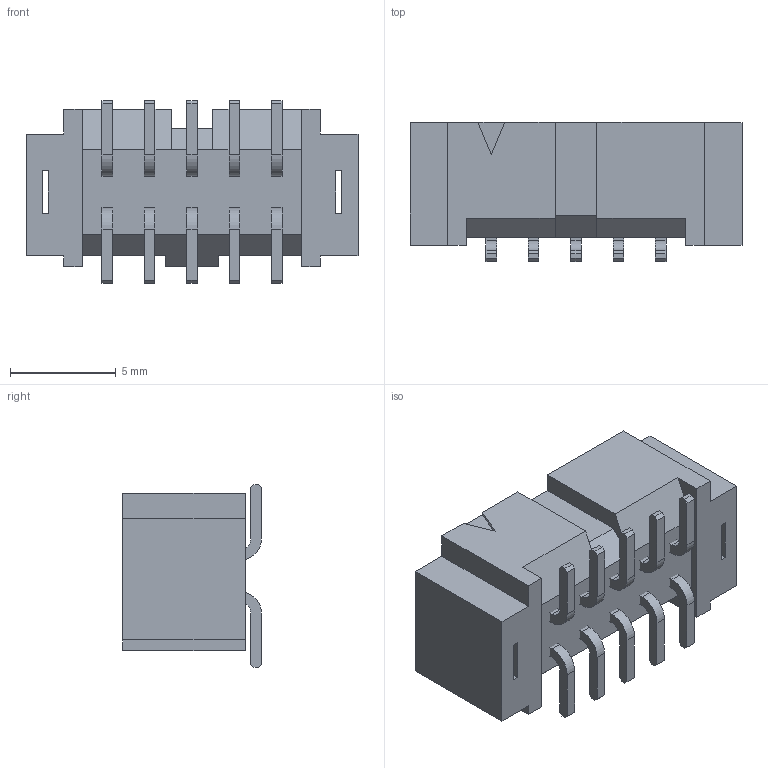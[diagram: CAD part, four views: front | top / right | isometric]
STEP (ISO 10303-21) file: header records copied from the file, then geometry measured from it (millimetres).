
FILE_DESCRIPTION(/* description */ (''),/* implementation_level */ '2;1');
FILE_NAME(/* name */ 'T2M_105_01_L_D_SM.stp',/* time_stamp */ '2018-01-05T12:32:44-05:00',/* author */ (''),/* organization */ (''),/* preprocessor_version */ 'ST-DEVELOPER v16',/* originating_system */ 'SIEMENS PLM Software NX 11.0',/* authorisation */ '');
FILE_SCHEMA (('AUTOMOTIVE_DESIGN { 1 0 10303 214 3 1 1 1 }'));
Length unit declared in the file: millimetre
Products named in the file (3): T2M_05_L_D_SM_pins; T2M_05_L_D_SM_body; T2M_105_01_L_D_SM
Assembly tree (2 placements, depth 2):
  T2M_105_01_L_D_SM
    T2M_05_L_D_SM_body
    T2M_05_L_D_SM_pins
Bounding box: 15.67 x 6.55 x 8.63 mm (x, y, z)
Volume: 318.7 mm3; surface area: 911.7 mm2
Topology: 2 solids, 2 shells, 316 faces, 897 edges, 584 vertices
Faces by surface type: plane 288, cylinder 28
Entity records: 10118 total; most frequent: CARTESIAN_POINT 1800, ORIENTED_EDGE 1794, DIRECTION 1591, EDGE_CURVE 897, LINE 841, VECTOR 841, VERTEX_POINT 584, AXIS2_PLACEMENT_3D 375
